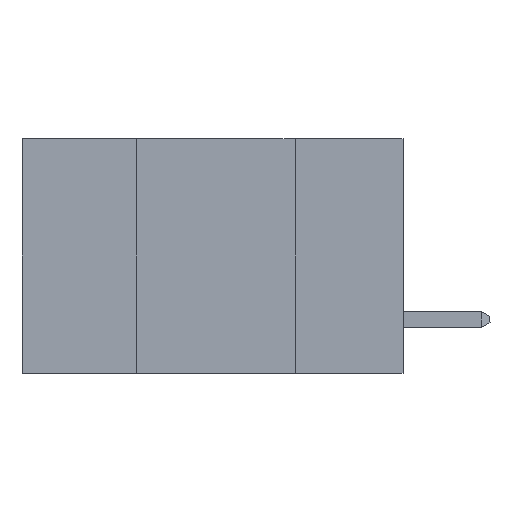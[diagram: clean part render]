
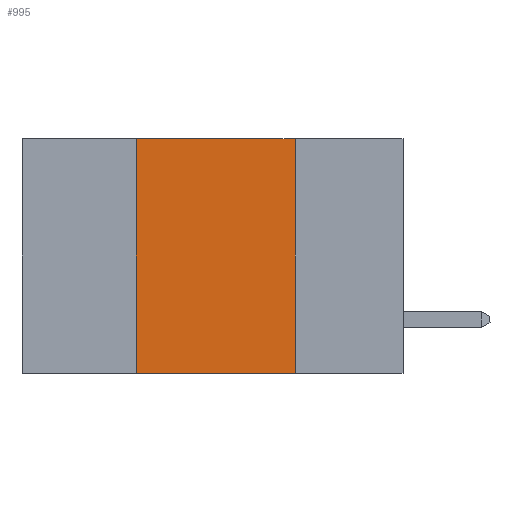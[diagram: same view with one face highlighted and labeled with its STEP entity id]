
A CAD part, left-side view. The second image highlights one B-rep face of the part: STEP entity #995.
In plain terms, the highlighted planar face has unit normal (-1, 0, 0).
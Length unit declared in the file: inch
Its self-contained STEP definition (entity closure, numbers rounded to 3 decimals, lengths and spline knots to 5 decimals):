
#680 = LINE ( 'NONE', #10013, #9690 ) ;
#917 = CARTESIAN_POINT ( 'NONE',  ( 0., 0.17, -0.37 ) ) ;
#995 = ADVANCED_FACE ( 'NONE', ( #6469 ), #2998, .F. ) ;
#1641 = VERTEX_POINT ( 'NONE', #917 ) ;
#1707 = EDGE_CURVE ( 'NONE', #9431, #1641, #680, .T. ) ;
#2272 = EDGE_CURVE ( 'NONE', #18421, #9431, #12118, .T. ) ;
#2562 = DIRECTION ( 'NONE',  ( 0., -1., 0. ) ) ;
#2998 = PLANE ( 'NONE',  #7827 ) ;
#3204 = ORIENTED_EDGE ( 'NONE', *, *, #19536, .T. ) ;
#4801 = DIRECTION ( 'NONE',  ( 0., 0., -1. ) ) ;
#6469 = FACE_OUTER_BOUND ( 'NONE', #6503, .T. ) ;
#6503 = EDGE_LOOP ( 'NONE', ( #6874, #15976, #12028, #3204 ) ) ;
#6874 = ORIENTED_EDGE ( 'NONE', *, *, #1707, .F. ) ;
#7827 = AXIS2_PLACEMENT_3D ( 'NONE', #11786, #15187, #4801 ) ;
#8488 = DIRECTION ( 'NONE',  ( 0., -1., 0. ) ) ;
#9369 = LINE ( 'NONE', #19932, #22248 ) ;
#9431 = VERTEX_POINT ( 'NONE', #15019 ) ;
#9690 = VECTOR ( 'NONE', #20059, 39.37008 ) ;
#9756 = VERTEX_POINT ( 'NONE', #19162 ) ;
#10013 = CARTESIAN_POINT ( 'NONE',  ( 0., 0.17, 0. ) ) ;
#11473 = DIRECTION ( 'NONE',  ( 0., 0., 1. ) ) ;
#11786 = CARTESIAN_POINT ( 'NONE',  ( 0., 0.6, 0. ) ) ;
#11900 = CARTESIAN_POINT ( 'NONE',  ( 0., 0.6, -0.37 ) ) ;
#12028 = ORIENTED_EDGE ( 'NONE', *, *, #20634, .F. ) ;
#12118 = LINE ( 'NONE', #18125, #12651 ) ;
#12651 = VECTOR ( 'NONE', #2562, 39.37008 ) ;
#15019 = CARTESIAN_POINT ( 'NONE',  ( 0., 0.17, 0. ) ) ;
#15187 = DIRECTION ( 'NONE',  ( 1., 0., 0. ) ) ;
#15976 = ORIENTED_EDGE ( 'NONE', *, *, #2272, .F. ) ;
#18125 = CARTESIAN_POINT ( 'NONE',  ( 0., 0.6, 0. ) ) ;
#18421 = VERTEX_POINT ( 'NONE', #18801 ) ;
#18801 = CARTESIAN_POINT ( 'NONE',  ( 0., 0.42, 0. ) ) ;
#19030 = LINE ( 'NONE', #11900, #22373 ) ;
#19162 = CARTESIAN_POINT ( 'NONE',  ( 0., 0.42, -0.37 ) ) ;
#19536 = EDGE_CURVE ( 'NONE', #9756, #1641, #19030, .T. ) ;
#19932 = CARTESIAN_POINT ( 'NONE',  ( 0., 0.42, 0. ) ) ;
#20059 = DIRECTION ( 'NONE',  ( 0., 0., -1. ) ) ;
#20634 = EDGE_CURVE ( 'NONE', #9756, #18421, #9369, .T. ) ;
#22248 = VECTOR ( 'NONE', #11473, 39.37008 ) ;
#22373 = VECTOR ( 'NONE', #8488, 39.37008 ) ;
